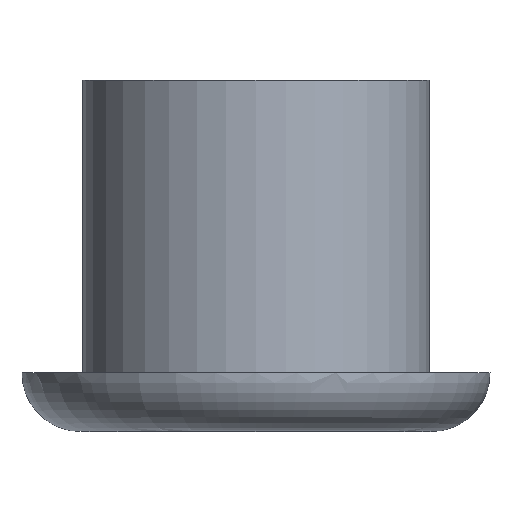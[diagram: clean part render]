
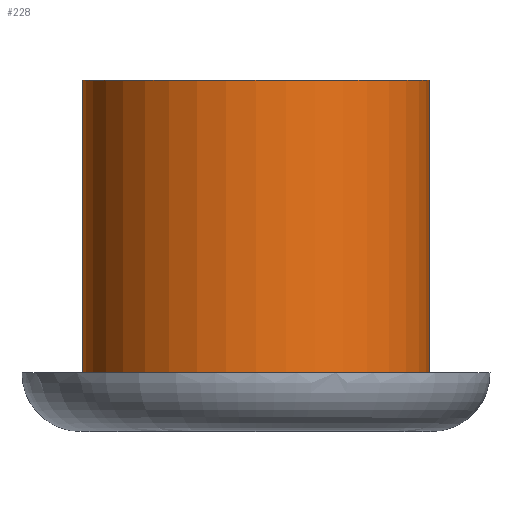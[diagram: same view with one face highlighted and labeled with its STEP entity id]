
A CAD part, top view. The second image highlights one B-rep face of the part: STEP entity #228.
In plain terms, the highlighted cylindrical face has radius 5.917 mm (diameter 11.834 mm), a full revolution.
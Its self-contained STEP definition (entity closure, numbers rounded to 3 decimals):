
#39=FACE_OUTER_BOUND('',#53,.T.);
#53=EDGE_LOOP('',(#159,#160,#161,#162));
#70=LINE('',#365,#80);
#80=VECTOR('',#297,6.);
#91=CIRCLE('',#259,5.917);
#92=CIRCLE('',#260,5.917);
#102=VERTEX_POINT('',#362);
#103=VERTEX_POINT('',#364);
#125=EDGE_CURVE('',#102,#102,#91,.F.);
#126=EDGE_CURVE('',#102,#103,#70,.T.);
#127=EDGE_CURVE('',#103,#103,#92,.F.);
#159=ORIENTED_EDGE('',*,*,#125,.F.);
#160=ORIENTED_EDGE('',*,*,#126,.T.);
#161=ORIENTED_EDGE('',*,*,#127,.F.);
#162=ORIENTED_EDGE('',*,*,#126,.F.);
#222=CYLINDRICAL_SURFACE('',#258,5.917);
#228=ADVANCED_FACE('',(#39),#222,.T.);
#258=AXIS2_PLACEMENT_3D('',#361,#293,#294);
#259=AXIS2_PLACEMENT_3D('',#363,#295,#296);
#260=AXIS2_PLACEMENT_3D('',#366,#298,#299);
#293=DIRECTION('center_axis',(0.,1.,0.));
#294=DIRECTION('ref_axis',(-1.,0.,0.));
#295=DIRECTION('center_axis',(0.,-1.,0.));
#296=DIRECTION('ref_axis',(-1.,0.,0.));
#297=DIRECTION('',(0.,-1.,0.));
#298=DIRECTION('center_axis',(0.,1.,0.));
#299=DIRECTION('ref_axis',(-1.,0.,0.));
#361=CARTESIAN_POINT('Origin',(-28.41,-43.472,2.));
#362=CARTESIAN_POINT('',(-22.493,-33.472,2.));
#363=CARTESIAN_POINT('Origin',(-28.41,-33.472,2.));
#364=CARTESIAN_POINT('',(-22.493,-43.472,2.));
#365=CARTESIAN_POINT('',(-22.493,-43.472,2.));
#366=CARTESIAN_POINT('Origin',(-28.41,-43.472,2.));
